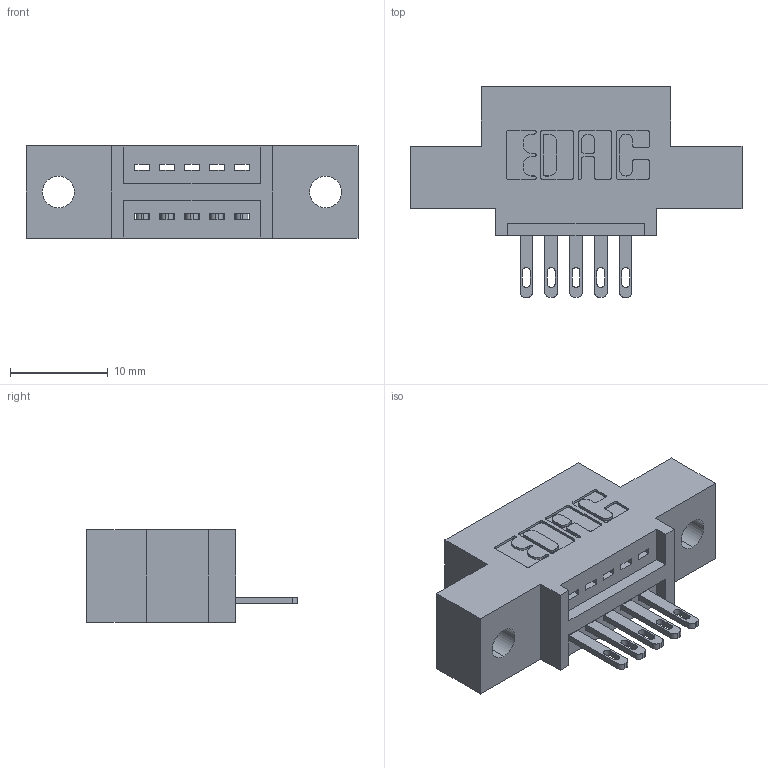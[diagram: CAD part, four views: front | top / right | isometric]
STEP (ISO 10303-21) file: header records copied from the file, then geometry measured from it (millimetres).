
FILE_DESCRIPTION (( 'STEP AP203' ), '1' );
FILE_NAME ('345-005-500-402.STEP', '2019-10-03T13:39:57', ( '' ), ( '' ), 'SwSTEP 2.0', 'SolidWorks 2016', '' );
FILE_SCHEMA (( 'CONFIG_CONTROL_DESIGN' ));
Length unit declared in the file: inch
Products named in the file (3): 345-005-500-402; 345-292-001_345-293-100; 345 Part_0.110 Offset - 0.128 Dia
Assembly tree (6 placements, depth 2):
  345-005-500-402
    345 Part_0.110 Offset - 0.128 Dia
    345-292-001_345-293-100  x5
Bounding box: 33.91 x 21.51 x 9.4 mm (x, y, z)
Volume: 2810.7 mm3; surface area: 3053.9 mm2
Topology: 6 solids, 6 shells, 400 faces, 1193 edges, 794 vertices
Faces by surface type: plane 254, cylinder 146
Entity records: 8809 total; most frequent: CARTESIAN_POINT 1535, ORIENTED_EDGE 1474, DIRECTION 1395, EDGE_CURVE 737, LINE 581, VECTOR 581, VERTEX_POINT 490, AXIS2_PLACEMENT_3D 407
